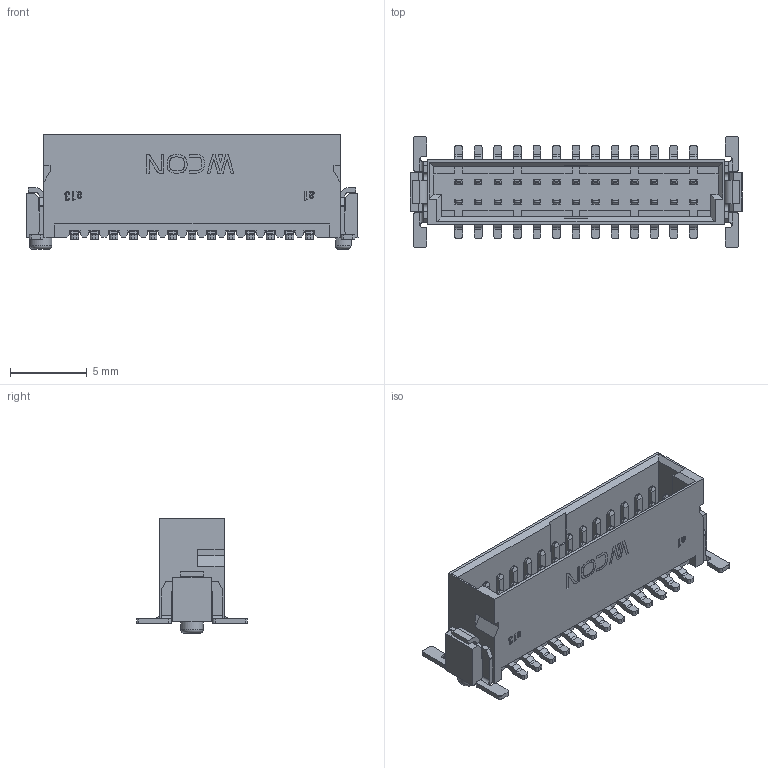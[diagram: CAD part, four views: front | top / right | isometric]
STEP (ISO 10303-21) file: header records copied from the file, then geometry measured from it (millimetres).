
FILE_DESCRIPTION( ('This file contains a STEP AP42 implementation' ,'as created by ZW3D STEP Interface translator.') ,'2;1' );
FILE_NAME( '3910-P026-067MSXWR1W.stp' ,'23 412.105953', (''), ('ZWCAD Software Co.'), 'Version 1.0', 'ZW3D to STEP translator', '' );
FILE_SCHEMA(('AUTOMOTIVE_DESIGN { 1 0 10303 214 1 1 1 1 }'));
Length unit declared in the file: millimetre
Products named in the file (2): 0; 3910-P026-067MS3WR1W
Bounding box: 21.56 x 7.2 x 7.45 mm (x, y, z)
Volume: 248.8 mm3; surface area: 1066.6 mm2
Topology: 1 solids, 1 shells, 1735 faces, 4774 edges, 3109 vertices
Faces by surface type: plane 1360, cylinder 346, bspline 28, torus 1
Full cylindrical faces by diameter (mm): 1.45 x1
Entity records: 57419 total; most frequent: CARTESIAN_POINT 11523, ORIENTED_EDGE 9548, DIRECTION 8642, EDGE_CURVE 4774, VECTOR 3850, LINE 3850, VERTEX_POINT 3109, AXIS2_PLACEMENT_3D 2396
